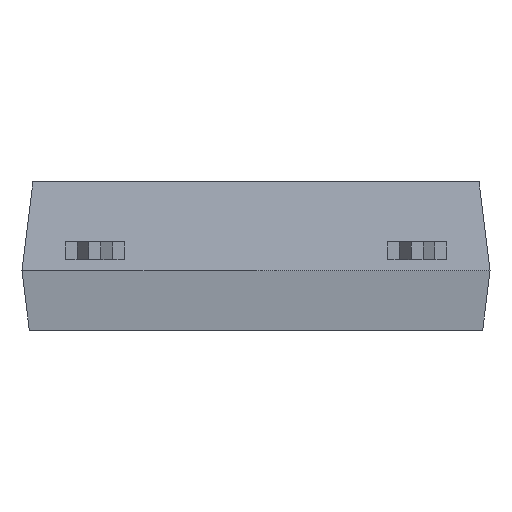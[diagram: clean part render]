
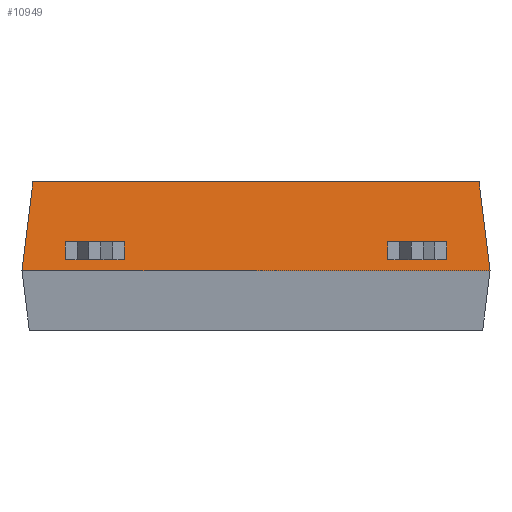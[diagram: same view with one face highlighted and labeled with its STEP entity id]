
A CAD part, front view. The second image highlights one B-rep face of the part: STEP entity #10949.
In plain terms, the highlighted planar face has unit normal (0, -0.993, 0.122).
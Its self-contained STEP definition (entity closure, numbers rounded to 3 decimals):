
#151 = VECTOR ( 'NONE', #9109, 1000. ) ;
#265 = LINE ( 'NONE', #3917, #3643 ) ;
#313 = EDGE_CURVE ( 'NONE', #4940, #1117, #265, .T. ) ;
#326 = EDGE_CURVE ( 'NONE', #3231, #4940, #9518, .T. ) ;
#422 = CARTESIAN_POINT ( 'NONE',  ( 0., -20.632, 3. ) ) ;
#472 = CARTESIAN_POINT ( 'NONE',  ( 0.368, -20.632, 3. ) ) ;
#711 = CARTESIAN_POINT ( 'NONE',  ( 15.8, -20.88, 0.98 ) ) ;
#794 = CARTESIAN_POINT ( 'NONE',  ( 1.46, -21., 0. ) ) ;
#871 = ORIENTED_EDGE ( 'NONE', *, *, #6309, .T. ) ;
#963 = VECTOR ( 'NONE', #8803, 1000. ) ;
#1028 = CARTESIAN_POINT ( 'NONE',  ( 12.34, -20.953, 0.38 ) ) ;
#1117 = VERTEX_POINT ( 'NONE', #3772 ) ;
#1223 = LINE ( 'NONE', #422, #2019 ) ;
#1301 = LINE ( 'NONE', #10211, #3211 ) ;
#1345 = EDGE_CURVE ( 'NONE', #10792, #5940, #4841, .T. ) ;
#1527 = LINE ( 'NONE', #6800, #2251 ) ;
#1591 = FACE_OUTER_BOUND ( 'NONE', #5059, .T. ) ;
#1669 = CARTESIAN_POINT ( 'NONE',  ( 3.46, -21., 0. ) ) ;
#1729 = ORIENTED_EDGE ( 'NONE', *, *, #5504, .T. ) ;
#1800 = CARTESIAN_POINT ( 'NONE',  ( 0., -21., 0. ) ) ;
#1814 = CARTESIAN_POINT ( 'NONE',  ( 12.34, -20.88, 0.98 ) ) ;
#1841 = CARTESIAN_POINT ( 'NONE',  ( 14.34, -21., 0. ) ) ;
#1881 = LINE ( 'NONE', #794, #10286 ) ;
#2019 = VECTOR ( 'NONE', #10840, 1000. ) ;
#2129 = LINE ( 'NONE', #5674, #151 ) ;
#2251 = VECTOR ( 'NONE', #3993, 1000. ) ;
#2384 = VERTEX_POINT ( 'NONE', #5443 ) ;
#2467 = VECTOR ( 'NONE', #7448, 1000. ) ;
#2539 = EDGE_CURVE ( 'NONE', #10318, #7295, #2129, .T. ) ;
#3053 = DIRECTION ( 'NONE',  ( -1., 0., 0. ) ) ;
#3208 = VERTEX_POINT ( 'NONE', #1814 ) ;
#3211 = VECTOR ( 'NONE', #6955, 1000. ) ;
#3231 = VERTEX_POINT ( 'NONE', #7729 ) ;
#3469 = EDGE_CURVE ( 'NONE', #7295, #5940, #1301, .T. ) ;
#3643 = VECTOR ( 'NONE', #3053, 1000. ) ;
#3772 = CARTESIAN_POINT ( 'NONE',  ( 1.46, -20.88, 0.98 ) ) ;
#3917 = CARTESIAN_POINT ( 'NONE',  ( 15.8, -20.88, 0.98 ) ) ;
#3926 = CARTESIAN_POINT ( 'NONE',  ( 15.493, -20.693, 2.503 ) ) ;
#3929 = CARTESIAN_POINT ( 'NONE',  ( 3.46, -20.88, 0.98 ) ) ;
#3993 = DIRECTION ( 'NONE',  ( 1., 0., 0. ) ) ;
#4152 = DIRECTION ( 'NONE',  ( -1., 0., 0. ) ) ;
#4378 = ORIENTED_EDGE ( 'NONE', *, *, #2539, .T. ) ;
#4516 = EDGE_CURVE ( 'NONE', #1117, #11260, #1881, .T. ) ;
#4722 = EDGE_CURVE ( 'NONE', #11260, #3231, #1527, .T. ) ;
#4723 = DIRECTION ( 'NONE',  ( 0.121, -0.121, -0.985 ) ) ;
#4767 = VECTOR ( 'NONE', #4723, 1000. ) ;
#4841 = LINE ( 'NONE', #3926, #4767 ) ;
#4940 = VERTEX_POINT ( 'NONE', #3929 ) ;
#5059 = EDGE_LOOP ( 'NONE', ( #6012, #5104, #7846, #4378 ) ) ;
#5100 = VERTEX_POINT ( 'NONE', #1028 ) ;
#5104 = ORIENTED_EDGE ( 'NONE', *, *, #1345, .F. ) ;
#5281 = EDGE_CURVE ( 'NONE', #2384, #5100, #9212, .T. ) ;
#5287 = CARTESIAN_POINT ( 'NONE',  ( 15.8, -21., 0. ) ) ;
#5300 = LINE ( 'NONE', #11326, #963 ) ;
#5346 = CARTESIAN_POINT ( 'NONE',  ( 1.46, -20.953, 0.38 ) ) ;
#5443 = CARTESIAN_POINT ( 'NONE',  ( 14.34, -20.953, 0.38 ) ) ;
#5504 = EDGE_CURVE ( 'NONE', #5100, #3208, #5300, .T. ) ;
#5596 = ORIENTED_EDGE ( 'NONE', *, *, #313, .F. ) ;
#5674 = CARTESIAN_POINT ( 'NONE',  ( 0.231, -20.769, 1.883 ) ) ;
#5845 = EDGE_CURVE ( 'NONE', #8677, #3208, #6680, .T. ) ;
#5940 = VERTEX_POINT ( 'NONE', #5287 ) ;
#6012 = ORIENTED_EDGE ( 'NONE', *, *, #3469, .T. ) ;
#6033 = VECTOR ( 'NONE', #10377, 1000. ) ;
#6081 = ORIENTED_EDGE ( 'NONE', *, *, #4516, .F. ) ;
#6109 = DIRECTION ( 'NONE',  ( 0., -0.122, -0.993 ) ) ;
#6111 = EDGE_CURVE ( 'NONE', #10318, #10792, #1223, .T. ) ;
#6309 = EDGE_CURVE ( 'NONE', #8677, #2384, #8669, .T. ) ;
#6369 = EDGE_LOOP ( 'NONE', ( #5596, #9564, #10425, #6081 ) ) ;
#6680 = LINE ( 'NONE', #711, #7488 ) ;
#6800 = CARTESIAN_POINT ( 'NONE',  ( 15.8, -20.953, 0.38 ) ) ;
#6872 = CARTESIAN_POINT ( 'NONE',  ( 15.8, -21., 0. ) ) ;
#6928 = DIRECTION ( 'NONE',  ( 0., -0.993, 0.122 ) ) ;
#6955 = DIRECTION ( 'NONE',  ( 1., 0., 0. ) ) ;
#7295 = VERTEX_POINT ( 'NONE', #1800 ) ;
#7448 = DIRECTION ( 'NONE',  ( -1., 0., 0. ) ) ;
#7488 = VECTOR ( 'NONE', #4152, 1000. ) ;
#7643 = DIRECTION ( 'NONE',  ( 0., 0.122, 0.993 ) ) ;
#7673 = FACE_BOUND ( 'NONE', #8986, .T. ) ;
#7729 = CARTESIAN_POINT ( 'NONE',  ( 3.46, -20.953, 0.38 ) ) ;
#7786 = PLANE ( 'NONE',  #8868 ) ;
#7846 = ORIENTED_EDGE ( 'NONE', *, *, #6111, .F. ) ;
#7857 = VECTOR ( 'NONE', #7643, 1000. ) ;
#8177 = ORIENTED_EDGE ( 'NONE', *, *, #5845, .F. ) ;
#8416 = CARTESIAN_POINT ( 'NONE',  ( 15.432, -20.632, 3. ) ) ;
#8669 = LINE ( 'NONE', #1841, #6033 ) ;
#8677 = VERTEX_POINT ( 'NONE', #9310 ) ;
#8697 = FACE_BOUND ( 'NONE', #6369, .T. ) ;
#8803 = DIRECTION ( 'NONE',  ( 0., 0.122, 0.993 ) ) ;
#8868 = AXIS2_PLACEMENT_3D ( 'NONE', #6872, #6928, #6109 ) ;
#8986 = EDGE_LOOP ( 'NONE', ( #871, #10542, #1729, #8177 ) ) ;
#9109 = DIRECTION ( 'NONE',  ( -0.121, -0.121, -0.985 ) ) ;
#9212 = LINE ( 'NONE', #9954, #2467 ) ;
#9310 = CARTESIAN_POINT ( 'NONE',  ( 14.34, -20.88, 0.98 ) ) ;
#9518 = LINE ( 'NONE', #1669, #7857 ) ;
#9564 = ORIENTED_EDGE ( 'NONE', *, *, #326, .F. ) ;
#9672 = DIRECTION ( 'NONE',  ( 0., -0.122, -0.993 ) ) ;
#9954 = CARTESIAN_POINT ( 'NONE',  ( 15.8, -20.953, 0.38 ) ) ;
#10211 = CARTESIAN_POINT ( 'NONE',  ( 15.8, -21., 0. ) ) ;
#10286 = VECTOR ( 'NONE', #9672, 1000. ) ;
#10318 = VERTEX_POINT ( 'NONE', #472 ) ;
#10377 = DIRECTION ( 'NONE',  ( 0., -0.122, -0.993 ) ) ;
#10425 = ORIENTED_EDGE ( 'NONE', *, *, #4722, .F. ) ;
#10542 = ORIENTED_EDGE ( 'NONE', *, *, #5281, .T. ) ;
#10792 = VERTEX_POINT ( 'NONE', #8416 ) ;
#10840 = DIRECTION ( 'NONE',  ( 1., 0., 0. ) ) ;
#10949 = ADVANCED_FACE ( 'NONE', ( #1591, #7673, #8697 ), #7786, .T. ) ;
#11260 = VERTEX_POINT ( 'NONE', #5346 ) ;
#11326 = CARTESIAN_POINT ( 'NONE',  ( 12.34, -21., 0. ) ) ;
